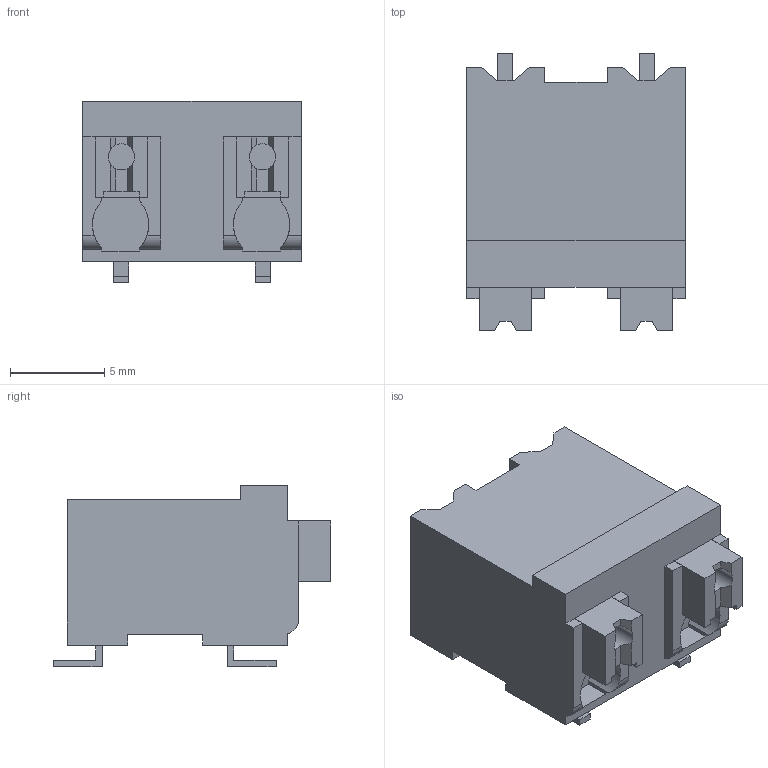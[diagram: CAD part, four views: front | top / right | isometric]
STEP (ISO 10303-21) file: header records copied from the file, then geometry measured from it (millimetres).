
FILE_DESCRIPTION(('CATIA V5 STEP Exchange','CAx-IF Rec.Pracs.--- Model Styling and Organization---1.2---2011-12-15'),'2;1');
FILE_NAME ('D1452252_0_1473940000_1473940000.stp','2018-03-19T12:43:41+00:00',('none'),('Weidmueller'),'CATIA Version 5-6 Release 2014','CATIA V5 STEP AP214','none');
FILE_SCHEMA(('AUTOMOTIVE_DESIGN { 1 0 10303 214 1 1 1 1 }'));
Length unit declared in the file: millimetre
Products named in the file (1): 1473940000
Bounding box: 11.63 x 14.75 x 9.65 mm (x, y, z)
Volume: 880.8 mm3; surface area: 1044.4 mm2
Topology: 7 solids, 7 shells, 172 faces, 476 edges, 316 vertices
Faces by surface type: plane 160, cylinder 12
Entity records: 5363 total; most frequent: CARTESIAN_POINT 1006, ORIENTED_EDGE 952, DIRECTION 730, EDGE_CURVE 476, VECTOR 432, LINE 432, VERTEX_POINT 316, EDGE_LOOP 174
